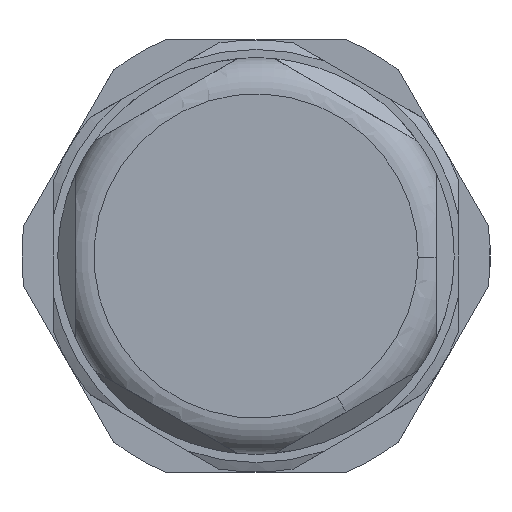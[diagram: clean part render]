
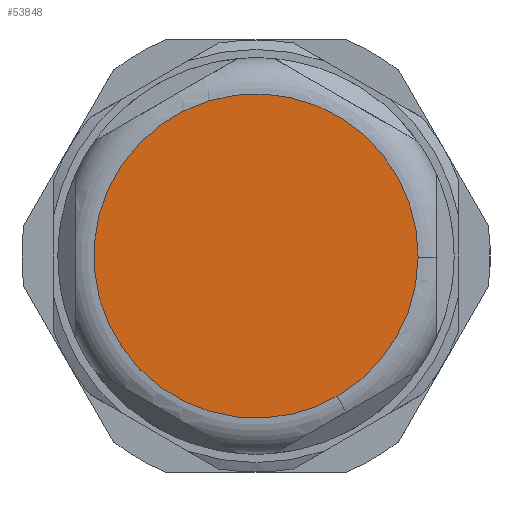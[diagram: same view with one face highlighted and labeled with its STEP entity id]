
A CAD part, front view. The second image highlights one B-rep face of the part: STEP entity #53848.
In plain terms, the highlighted planar face has unit normal (0, -1, 0).
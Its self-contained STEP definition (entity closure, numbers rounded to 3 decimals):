
#19757=CARTESIAN_POINT('',(6.75,-61.343,
-0.044));
#19758=CARTESIAN_POINT('',(6.751,-61.343,
0.165));
#19759=CARTESIAN_POINT('',(6.735,-61.343,
0.582));
#19760=CARTESIAN_POINT('',(6.651,-61.343,
1.21));
#19761=CARTESIAN_POINT('',(6.508,-61.343,
1.827));
#19762=CARTESIAN_POINT('',(6.309,-61.343,
2.427));
#19763=CARTESIAN_POINT('',(6.055,-61.343,
3.006));
#19764=CARTESIAN_POINT('',(5.747,-61.343,
3.56));
#19765=CARTESIAN_POINT('',(5.389,-61.343,
4.081));
#19766=CARTESIAN_POINT('',(4.983,-61.343,
4.568));
#19767=CARTESIAN_POINT('',(4.534,-61.343,
5.014));
#19768=CARTESIAN_POINT('',(4.046,-61.343,
5.416));
#19769=CARTESIAN_POINT('',(3.521,-61.343,
5.77));
#19770=CARTESIAN_POINT('',(2.966,-61.343,
6.074));
#19771=CARTESIAN_POINT('',(2.385,-61.343,
6.325));
#19772=CARTESIAN_POINT('',(1.783,-61.343,
6.52));
#19773=CARTESIAN_POINT('',(1.166,-61.343,
6.659));
#19774=CARTESIAN_POINT('',(0.538,-61.343,
6.738));
#19775=CARTESIAN_POINT('',(-0.095,-61.343,
6.759));
#19776=CARTESIAN_POINT('',(-0.727,-61.343,
6.721));
#19777=CARTESIAN_POINT('',(-1.352,-61.343,
6.623));
#19778=CARTESIAN_POINT('',(-1.965,-61.343,
6.468));
#19779=CARTESIAN_POINT('',(-2.562,-61.343,
6.256));
#19780=CARTESIAN_POINT('',(-3.136,-61.343,
5.989));
#19781=CARTESIAN_POINT('',(-3.682,-61.343,
5.669));
#19782=CARTESIAN_POINT('',(-4.196,-61.343,
5.3));
#19783=CARTESIAN_POINT('',(-4.673,-61.343,
4.884));
#19784=CARTESIAN_POINT('',(-5.11,-61.343,
4.426));
#19785=CARTESIAN_POINT('',(-5.501,-61.343,
3.929));
#19786=CARTESIAN_POINT('',(-5.844,-61.343,
3.397));
#19787=CARTESIAN_POINT('',(-6.136,-61.343,
2.835));
#19788=CARTESIAN_POINT('',(-6.375,-61.343,
2.249));
#19789=CARTESIAN_POINT('',(-6.557,-61.343,
1.643));
#19790=CARTESIAN_POINT('',(-6.682,-61.343,
1.023));
#19791=CARTESIAN_POINT('',(-6.748,-61.343,
0.393));
#19792=CARTESIAN_POINT('',(-6.756,-61.343,
-0.24));
#19793=CARTESIAN_POINT('',(-6.704,-61.343,
-0.87));
#19794=CARTESIAN_POINT('',(-6.593,-61.343,
-1.494));
#19795=CARTESIAN_POINT('',(-6.424,-61.343,
-2.104));
#19796=CARTESIAN_POINT('',(-6.199,-61.343,
-2.695));
#19797=CARTESIAN_POINT('',(-5.92,-61.343,
-3.263));
#19798=CARTESIAN_POINT('',(-5.589,-61.343,
-3.803));
#19799=CARTESIAN_POINT('',(-5.209,-61.343,
-4.309));
#19800=CARTESIAN_POINT('',(-4.783,-61.343,
-4.777));
#19801=CARTESIAN_POINT('',(-4.315,-61.343,
-5.203));
#19802=CARTESIAN_POINT('',(-3.81,-61.343,
-5.584));
#19803=CARTESIAN_POINT('',(-3.271,-61.343,
-5.916));
#19804=CARTESIAN_POINT('',(-2.703,-61.343,
-6.196));
#19805=CARTESIAN_POINT('',(-2.112,-61.343,
-6.421));
#19806=CARTESIAN_POINT('',(-1.502,-61.343,
-6.591));
#19807=CARTESIAN_POINT('',(-0.879,-61.343,
-6.702));
#19808=CARTESIAN_POINT('',(-0.248,-61.343,
-6.755));
#19809=CARTESIAN_POINT('',(0.384,-61.343,
-6.749));
#19810=CARTESIAN_POINT('',(1.014,-61.343,
-6.683));
#19811=CARTESIAN_POINT('',(1.635,-61.343,
-6.559));
#19812=CARTESIAN_POINT('',(2.241,-61.343,
-6.378));
#19813=CARTESIAN_POINT('',(2.826,-61.343,
-6.141));
#19814=CARTESIAN_POINT('',(3.194,-61.343,
-5.949));
#19815=CARTESIAN_POINT('',(3.374,-61.343,
-5.845));
#19958=CARTESIAN_POINT('',(6.75,-61.343,
-0.046));
#19959=CARTESIAN_POINT('',(6.748,-61.343,
-0.24));
#19960=CARTESIAN_POINT('',(6.729,-61.343,
-0.626));
#19961=CARTESIAN_POINT('',(6.65,-61.343,
-1.209));
#19962=CARTESIAN_POINT('',(6.519,-61.343,
-1.782));
#19963=CARTESIAN_POINT('',(6.34,-61.343,
-2.341));
#19964=CARTESIAN_POINT('',(6.113,-61.343,
-2.882));
#19965=CARTESIAN_POINT('',(5.84,-61.343,
-3.402));
#19966=CARTESIAN_POINT('',(5.522,-61.343,
-3.896));
#19967=CARTESIAN_POINT('',(5.163,-61.343,
-4.361));
#19968=CARTESIAN_POINT('',(4.765,-61.343,
-4.793));
#19969=CARTESIAN_POINT('',(4.331,-61.343,
-5.188));
#19970=CARTESIAN_POINT('',(3.866,-61.343,
-5.544));
#19971=CARTESIAN_POINT('',(3.541,-61.343,
-5.749));
#19972=CARTESIAN_POINT('',(3.374,-61.343,
-5.845));
#23193=VERTEX_POINT('',#19958);
#23194=VERTEX_POINT('',#19972);
#53838=CARTESIAN_POINT('',(0.,-61.343,0.));
#53839=DIRECTION('',(0.,-1.,0.));
#53840=DIRECTION('',(-1.,0.,0.));
#53841=AXIS2_PLACEMENT_3D('',#53838,#53839,#53840);
#53842=PLANE('',#53841);
#53843=ORIENTED_EDGE('',*,*,#53806,.F.);
#53845=ORIENTED_EDGE('',*,*,#53844,.T.);
#53846=EDGE_LOOP('',(#53843,#53845));
#53847=FACE_OUTER_BOUND('',#53846,.F.);
#53848=ADVANCED_FACE('',(#53847),#53842,.T.);
#19816=B_SPLINE_CURVE_WITH_KNOTS('',3,(#19757,#19758,#19759,#19760,#19761,
#19762,#19763,#19764,#19765,#19766,#19767,#19768,#19769,#19770,#19771,#19772,
#19773,#19774,#19775,#19776,#19777,#19778,#19779,#19780,#19781,#19782,#19783,
#19784,#19785,#19786,#19787,#19788,#19789,#19790,#19791,#19792,#19793,#19794,
#19795,#19796,#19797,#19798,#19799,#19800,#19801,#19802,#19803,#19804,#19805,
#19806,#19807,#19808,#19809,#19810,#19811,#19812,#19813,#19814,#19815),
.UNSPECIFIED.,.F.,.F.,(4,1,1,1,1,1,1,1,1,1,1,1,1,1,1,1,1,1,1,1,1,1,1,1,1,1,1,1,
1,1,1,1,1,1,1,1,1,1,1,1,1,1,1,1,1,1,1,1,1,1,1,1,1,1,1,1,4),(0.,
0.018,0.036,0.054,0.071,
0.089,0.107,0.125,0.143,0.161,
0.179,0.196,0.214,0.232,0.25,
0.268,0.286,0.304,0.321,
0.339,0.357,0.375,0.393,0.411,
0.429,0.446,0.464,0.482,0.5,
0.518,0.536,0.554,0.571,
0.589,0.607,0.625,0.643,0.661,
0.679,0.696,0.714,0.732,0.75,
0.768,0.786,0.804,0.821,
0.839,0.857,0.875,0.893,0.911,
0.929,0.946,0.964,0.982,1.),
.UNSPECIFIED.);
#19973=B_SPLINE_CURVE_WITH_KNOTS('',3,(#19958,#19959,#19960,#19961,#19962,
#19963,#19964,#19965,#19966,#19967,#19968,#19969,#19970,#19971,#19972),
.UNSPECIFIED.,.F.,.F.,(4,1,1,1,1,1,1,1,1,1,1,1,4),(0.,0.083,
0.167,0.25,0.333,0.417,0.5,
0.583,0.667,0.75,0.833,0.917,
1.),.UNSPECIFIED.);
#53806=EDGE_CURVE('',#23193,#23194,#19816,.T.);
#53844=EDGE_CURVE('',#23193,#23194,#19973,.T.);
